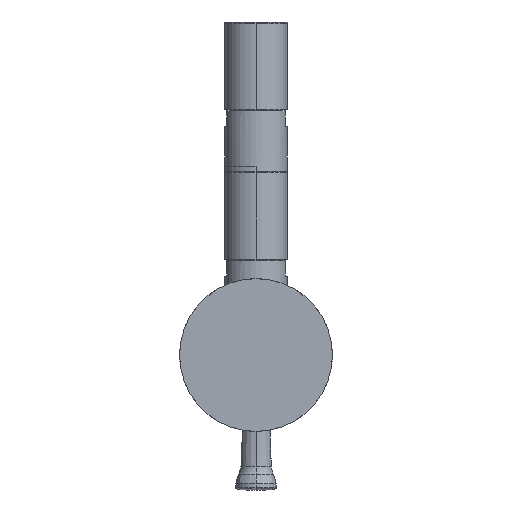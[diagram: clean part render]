
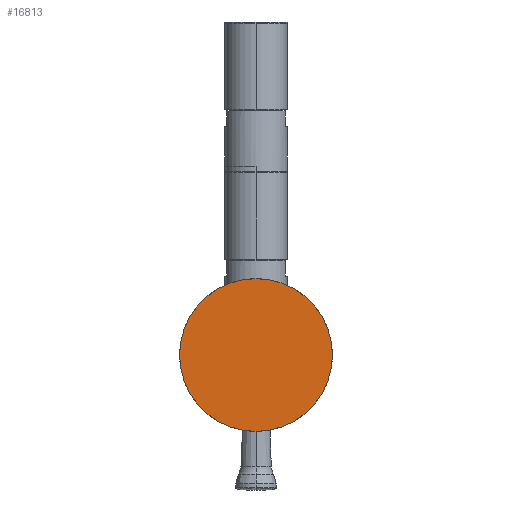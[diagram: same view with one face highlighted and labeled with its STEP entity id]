
A CAD part, front view. The second image highlights one B-rep face of the part: STEP entity #16813.
In plain terms, the highlighted planar face has unit normal (0, -1, 0).
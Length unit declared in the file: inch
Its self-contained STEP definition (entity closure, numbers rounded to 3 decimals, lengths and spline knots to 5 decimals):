
#5347=CARTESIAN_POINT('',(0.,0.,0.));
#5348=DIRECTION('',(0.,1.,0.));
#5349=DIRECTION('',(0.,0.,1.));
#5350=AXIS2_PLACEMENT_3D('',#5347,#5348,#5349);
#5361=CARTESIAN_POINT('',(0.,0.,0.));
#5362=DIRECTION('',(0.,-1.,0.));
#5363=DIRECTION('',(0.,0.,1.));
#5364=AXIS2_PLACEMENT_3D('',#5361,#5362,#5363);
#7175=CARTESIAN_POINT('',(0.,0.,1.46));
#7176=CARTESIAN_POINT('',(0.,0.,-1.46));
#7177=VERTEX_POINT('',#7175);
#7178=VERTEX_POINT('',#7176);
#16804=CARTESIAN_POINT('',(0.,0.,0.));
#16805=DIRECTION('',(0.,-1.,0.));
#16806=DIRECTION('',(0.,0.,-1.));
#16807=AXIS2_PLACEMENT_3D('',#16804,#16805,#16806);
#16808=PLANE('',#16807);
#16809=ORIENTED_EDGE('',*,*,#16798,.F.);
#16810=ORIENTED_EDGE('',*,*,#16784,.T.);
#16811=EDGE_LOOP('',(#16809,#16810));
#16812=FACE_OUTER_BOUND('',#16811,.F.);
#16813=ADVANCED_FACE('',(#16812),#16808,.T.);
#5351=CIRCLE('',#5350,1.46);
#5365=CIRCLE('',#5364,1.46);
#16784=EDGE_CURVE('',#7177,#7178,#5351,.T.);
#16798=EDGE_CURVE('',#7177,#7178,#5365,.T.);
